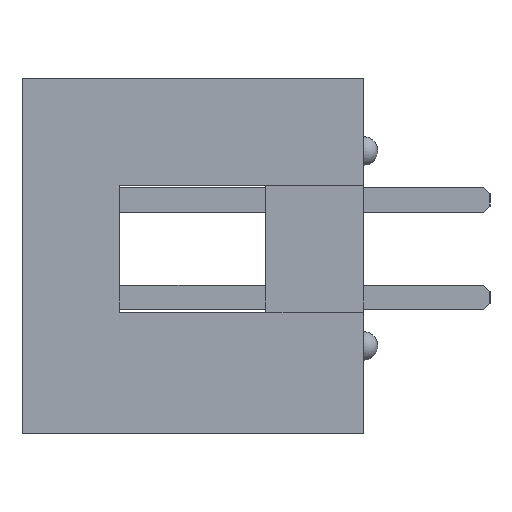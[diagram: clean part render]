
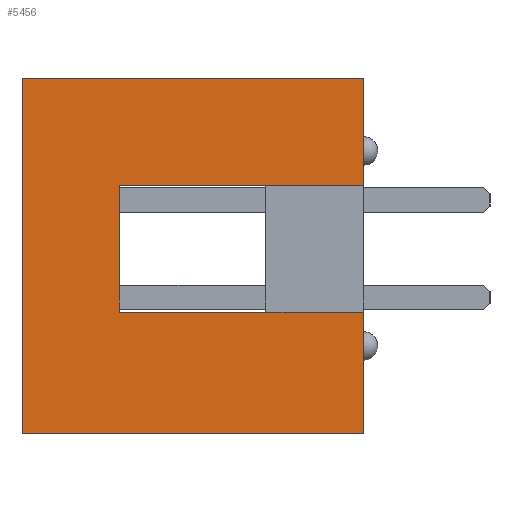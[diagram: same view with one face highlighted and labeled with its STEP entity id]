
A CAD part, left-side view. The second image highlights one B-rep face of the part: STEP entity #5456.
In plain terms, the highlighted planar face has unit normal (-1, 0, 0).
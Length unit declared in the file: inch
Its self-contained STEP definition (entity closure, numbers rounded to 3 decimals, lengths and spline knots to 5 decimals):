
#1448=ORIENTED_EDGE('',*,*,#2276,.F.);
#1449=ORIENTED_EDGE('',*,*,#2302,.F.);
#1450=ORIENTED_EDGE('',*,*,#2299,.F.);
#1451=ORIENTED_EDGE('',*,*,#2323,.F.);
#1452=ORIENTED_EDGE('',*,*,#2324,.T.);
#1453=ORIENTED_EDGE('',*,*,#2325,.T.);
#1454=ORIENTED_EDGE('',*,*,#2295,.F.);
#1455=ORIENTED_EDGE('',*,*,#2315,.F.);
#2276=EDGE_CURVE('',#2830,#2810,#3564,.T.);
#2295=EDGE_CURVE('',#2849,#2850,#3579,.T.);
#2299=EDGE_CURVE('',#2853,#2854,#3583,.T.);
#2302=EDGE_CURVE('',#2854,#2830,#3586,.T.);
#2315=EDGE_CURVE('',#2810,#2849,#3599,.T.);
#2323=EDGE_CURVE('',#2864,#2853,#3607,.T.);
#2324=EDGE_CURVE('',#2864,#2865,#3608,.T.);
#2325=EDGE_CURVE('',#2865,#2850,#3609,.T.);
#2810=VERTEX_POINT('',#8451);
#2830=VERTEX_POINT('',#8492);
#2849=VERTEX_POINT('',#8531);
#2850=VERTEX_POINT('',#8533);
#2853=VERTEX_POINT('',#8539);
#2854=VERTEX_POINT('',#8541);
#2864=VERTEX_POINT('',#8583);
#2865=VERTEX_POINT('',#8585);
#3564=LINE('',#8493,#4334);
#3579=LINE('',#8532,#4349);
#3583=LINE('',#8540,#4353);
#3586=LINE('',#8545,#4356);
#3599=LINE('',#8568,#4369);
#3607=LINE('',#8582,#4377);
#3608=LINE('',#8584,#4378);
#3609=LINE('',#8586,#4379);
#4334=VECTOR('',#6939,39.37008);
#4349=VECTOR('',#6964,39.37008);
#4353=VECTOR('',#6968,39.37008);
#4356=VECTOR('',#6973,39.37008);
#4369=VECTOR('',#6996,39.37008);
#4377=VECTOR('',#7008,39.37008);
#4378=VECTOR('',#7009,39.37008);
#4379=VECTOR('',#7010,39.37008);
#4658=EDGE_LOOP('',(#1448,#1449,#1450,#1451,#1452,#1453,#1454,#1455));
#4928=FACE_BOUND('',#4658,.T.);
#5194=PLANE('',#5766);
#5456=ADVANCED_FACE('',(#4928),#5194,.F.);
#5766=AXIS2_PLACEMENT_3D('',#8581,#7006,#7007);
#6939=DIRECTION('',(0.,0.,1.));
#6964=DIRECTION('',(0.,0.,-1.));
#6968=DIRECTION('',(0.,0.,-1.));
#6973=DIRECTION('',(0.,1.,0.));
#6996=DIRECTION('',(0.,-1.,0.));
#7006=DIRECTION('',(1.,0.,0.));
#7007=DIRECTION('',(0.,0.,-1.));
#7008=DIRECTION('',(0.,-1.,0.));
#7009=DIRECTION('',(0.,0.,1.));
#7010=DIRECTION('',(0.,-1.,0.));
#8451=CARTESIAN_POINT('',(-0.6,0.35,0.175));
#8492=CARTESIAN_POINT('',(-0.6,0.35,-0.19));
#8493=CARTESIAN_POINT('',(-0.6,0.35,-0.19));
#8531=CARTESIAN_POINT('',(-0.6,0.,0.175));
#8532=CARTESIAN_POINT('',(-0.6,0.,0.175));
#8533=CARTESIAN_POINT('',(-0.6,0.,0.065));
#8539=CARTESIAN_POINT('',(-0.6,0.,-0.065));
#8540=CARTESIAN_POINT('',(-0.6,0.,0.175));
#8541=CARTESIAN_POINT('',(-0.6,0.,-0.19));
#8545=CARTESIAN_POINT('',(-0.6,0.,-0.19));
#8568=CARTESIAN_POINT('',(-0.6,0.35,0.175));
#8581=CARTESIAN_POINT('',(-0.6,0.,0.));
#8582=CARTESIAN_POINT('',(-0.6,0.25,-0.065));
#8583=CARTESIAN_POINT('',(-0.6,0.25,-0.065));
#8584=CARTESIAN_POINT('',(-0.6,0.25,0.));
#8585=CARTESIAN_POINT('',(-0.6,0.25,0.065));
#8586=CARTESIAN_POINT('',(-0.6,0.25,0.065));
